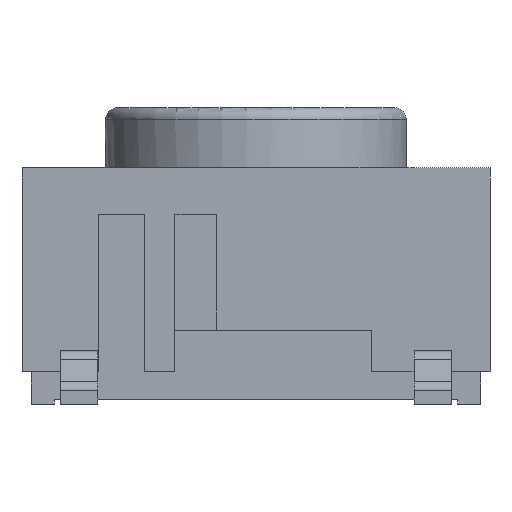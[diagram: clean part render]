
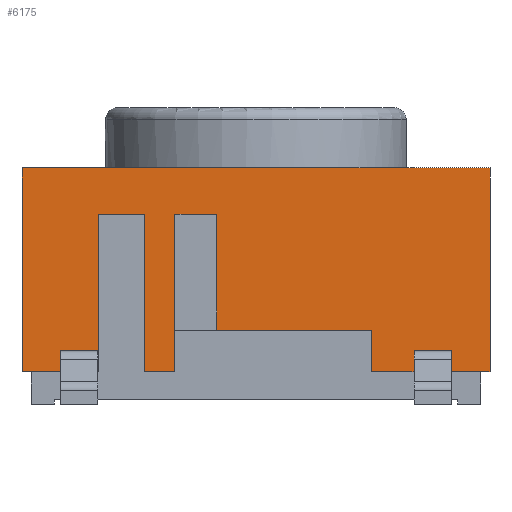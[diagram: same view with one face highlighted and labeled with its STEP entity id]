
A CAD part, front view. The second image highlights one B-rep face of the part: STEP entity #6175.
In plain terms, the highlighted planar face has unit normal (0, -1, 0).
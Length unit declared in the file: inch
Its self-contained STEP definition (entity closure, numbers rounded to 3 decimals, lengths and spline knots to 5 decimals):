
#2447=CARTESIAN_POINT('',(-0.09449,-0.19882,0.13386));
#2448=VERTEX_POINT('',#2447);
#2457=CARTESIAN_POINT('',(-0.13386,-0.19882,0.13386));
#2458=VERTEX_POINT('',#2457);
#2459=CARTESIAN_POINT('',(-0.09449,-0.19882,0.13386));
#2460=DIRECTION('',(-1.0,0.0,0.0));
#2461=VECTOR('',#2460,0.03937);
#2462=LINE('',#2459,#2461);
#2463=EDGE_CURVE('',#2448,#2458,#2462,.T.);
#2489=CARTESIAN_POINT('',(-0.0689,-0.19882,0.13386));
#2490=VERTEX_POINT('',#2489);
#2505=CARTESIAN_POINT('',(-0.03347,-0.19882,0.13386));
#2506=VERTEX_POINT('',#2505);
#2513=CARTESIAN_POINT('',(-0.03347,-0.19882,0.13386));
#2514=DIRECTION('',(-1.0,0.0,0.0));
#2515=VECTOR('',#2514,0.03543);
#2516=LINE('',#2513,#2515);
#2517=EDGE_CURVE('',#2506,#2490,#2516,.T.);
#2887=CARTESIAN_POINT('',(0.19882,-0.19882,0.17323));
#2888=VERTEX_POINT('',#2887);
#2903=CARTESIAN_POINT('',(-0.19882,-0.19882,0.17323));
#2904=VERTEX_POINT('',#2903);
#2911=CARTESIAN_POINT('',(0.19882,-0.19882,0.17323));
#2912=DIRECTION('',(-1.0,0.0,0.0));
#2913=VECTOR('',#2912,0.39764);
#2914=LINE('',#2911,#2913);
#2915=EDGE_CURVE('',#2888,#2904,#2914,.T.);
#3700=CARTESIAN_POINT('',(-0.13425,-0.19882,0.));
#3701=VERTEX_POINT('',#3700);
#3708=CARTESIAN_POINT('',(-0.13425,-0.19882,0.01772));
#3709=VERTEX_POINT('',#3708);
#3710=CARTESIAN_POINT('',(-0.13425,-0.19882,0.01772));
#3711=DIRECTION('',(0.0,0.0,-1.0));
#3712=VECTOR('',#3711,0.01772);
#3713=LINE('',#3710,#3712);
#3714=EDGE_CURVE('',#3709,#3701,#3713,.T.);
#3808=CARTESIAN_POINT('',(0.13425,-0.19882,0.));
#3809=VERTEX_POINT('',#3808);
#3816=CARTESIAN_POINT('',(0.16575,-0.19882,0.));
#3817=VERTEX_POINT('',#3816);
#3880=CARTESIAN_POINT('',(0.13425,-0.19882,0.01772));
#3881=VERTEX_POINT('',#3880);
#3889=CARTESIAN_POINT('',(0.13425,-0.19882,0.));
#3890=DIRECTION('',(0.0,0.0,1.0));
#3891=VECTOR('',#3890,0.01772);
#3892=LINE('',#3889,#3891);
#3893=EDGE_CURVE('',#3809,#3881,#3892,.T.);
#3904=CARTESIAN_POINT('',(-0.16575,-0.19882,0.01772));
#3905=VERTEX_POINT('',#3904);
#3922=CARTESIAN_POINT('',(-0.16575,-0.19882,0.01772));
#3923=DIRECTION('',(1.0,0.0,0.0));
#3924=VECTOR('',#3923,0.0315);
#3925=LINE('',#3922,#3924);
#3926=EDGE_CURVE('',#3905,#3709,#3925,.T.);
#3969=CARTESIAN_POINT('',(0.16575,-0.19882,0.01772));
#3970=VERTEX_POINT('',#3969);
#3978=CARTESIAN_POINT('',(0.13425,-0.19882,0.01772));
#3979=DIRECTION('',(1.0,0.0,0.0));
#3980=VECTOR('',#3979,0.0315);
#3981=LINE('',#3978,#3980);
#3982=EDGE_CURVE('',#3881,#3970,#3981,.T.);
#4277=CARTESIAN_POINT('',(-0.16575,-0.19882,0.));
#4278=VERTEX_POINT('',#4277);
#4348=CARTESIAN_POINT('',(-0.16575,-0.19882,0.));
#4349=DIRECTION('',(0.0,0.0,1.0));
#4350=VECTOR('',#4349,0.01772);
#4351=LINE('',#4348,#4350);
#4352=EDGE_CURVE('',#4278,#3905,#4351,.T.);
#4469=CARTESIAN_POINT('',(0.16575,-0.19882,0.01772));
#4470=DIRECTION('',(0.0,0.0,-1.0));
#4471=VECTOR('',#4470,0.01772);
#4472=LINE('',#4469,#4471);
#4473=EDGE_CURVE('',#3970,#3817,#4472,.T.);
#5423=CARTESIAN_POINT('',(0.19882,-0.19882,0.0));
#5424=VERTEX_POINT('',#5423);
#5431=CARTESIAN_POINT('',(0.19882,-0.19882,0.0));
#5432=DIRECTION('',(-1.0,0.0,0.0));
#5433=VECTOR('',#5432,0.03307);
#5434=LINE('',#5431,#5433);
#5435=EDGE_CURVE('',#5424,#3817,#5434,.T.);
#5438=CARTESIAN_POINT('',(0.09842,-0.19882,0.0));
#5439=VERTEX_POINT('',#5438);
#5440=CARTESIAN_POINT('',(0.13425,-0.19882,0.0));
#5441=DIRECTION('',(-1.0,0.0,0.0));
#5442=VECTOR('',#5441,0.03583);
#5443=LINE('',#5440,#5442);
#5444=EDGE_CURVE('',#3809,#5439,#5443,.T.);
#5470=CARTESIAN_POINT('',(-0.0689,-0.19882,0.0));
#5471=VERTEX_POINT('',#5470);
#5478=CARTESIAN_POINT('',(-0.09449,-0.19882,0.0));
#5479=VERTEX_POINT('',#5478);
#5480=CARTESIAN_POINT('',(-0.0689,-0.19882,0.0));
#5481=DIRECTION('',(-1.0,0.0,0.0));
#5482=VECTOR('',#5481,0.02559);
#5483=LINE('',#5480,#5482);
#5484=EDGE_CURVE('',#5471,#5479,#5483,.T.);
#5621=CARTESIAN_POINT('',(0.09842,-0.19882,0.03543));
#5622=VERTEX_POINT('',#5621);
#5636=CARTESIAN_POINT('',(0.09842,-0.19882,0.03543));
#5637=DIRECTION('',(0.0,0.0,-1.0));
#5638=VECTOR('',#5637,0.03543);
#5639=LINE('',#5636,#5638);
#5640=EDGE_CURVE('',#5622,#5439,#5639,.T.);
#5652=CARTESIAN_POINT('',(-0.03347,-0.19882,0.03543));
#5653=VERTEX_POINT('',#5652);
#5683=CARTESIAN_POINT('',(-0.03347,-0.19882,0.03543));
#5684=DIRECTION('',(1.0,0.0,0.0));
#5685=VECTOR('',#5684,0.13189);
#5686=LINE('',#5683,#5685);
#5687=EDGE_CURVE('',#5653,#5622,#5686,.T.);
#5705=CARTESIAN_POINT('',(-0.13386,-0.19882,0.0));
#5706=VERTEX_POINT('',#5705);
#5713=CARTESIAN_POINT('',(-0.13386,-0.19882,0.0));
#5714=DIRECTION('',(-1.0,0.0,0.0));
#5715=VECTOR('',#5714,0.00039);
#5716=LINE('',#5713,#5715);
#5717=EDGE_CURVE('',#5706,#3701,#5716,.T.);
#5720=CARTESIAN_POINT('',(-0.19882,-0.19882,0.0));
#5721=VERTEX_POINT('',#5720);
#5722=CARTESIAN_POINT('',(-0.16575,-0.19882,0.0));
#5723=DIRECTION('',(-1.0,0.0,0.0));
#5724=VECTOR('',#5723,0.03307);
#5725=LINE('',#5722,#5724);
#5726=EDGE_CURVE('',#4278,#5721,#5725,.T.);
#5839=CARTESIAN_POINT('',(-0.0689,-0.19882,0.0));
#5840=DIRECTION('',(0.0,0.0,1.0));
#5841=VECTOR('',#5840,0.13386);
#5842=LINE('',#5839,#5841);
#5843=EDGE_CURVE('',#5471,#2490,#5842,.T.);
#6077=CARTESIAN_POINT('',(0.19882,-0.19882,0.0));
#6078=DIRECTION('',(0.0,0.0,1.0));
#6079=VECTOR('',#6078,0.17323);
#6080=LINE('',#6077,#6079);
#6081=EDGE_CURVE('',#5424,#2888,#6080,.T.);
#6103=CARTESIAN_POINT('',(-0.03347,-0.19882,0.03543));
#6104=DIRECTION('',(0.0,0.0,1.0));
#6105=VECTOR('',#6104,0.09843);
#6106=LINE('',#6103,#6105);
#6107=EDGE_CURVE('',#5653,#2506,#6106,.T.);
#6131=CARTESIAN_POINT('',(-0.2187,-0.19882,0.18189));
#6132=DIRECTION('',(0.0,-1.0,0.0));
#6133=DIRECTION('',(0.0,0.0,-1.0));
#6134=AXIS2_PLACEMENT_3D('',#6131,#6132,#6133);
#6135=PLANE('',#6134);
#6136=CARTESIAN_POINT('',(-0.09449,-0.19882,0.0));
#6137=DIRECTION('',(0.0,0.0,1.0));
#6138=VECTOR('',#6137,0.13386);
#6139=LINE('',#6136,#6138);
#6140=EDGE_CURVE('',#5479,#2448,#6139,.T.);
#6141=ORIENTED_EDGE('',*,*,#6140,.F.);
#6142=ORIENTED_EDGE('',*,*,#5484,.F.);
#6143=ORIENTED_EDGE('',*,*,#5843,.T.);
#6144=ORIENTED_EDGE('',*,*,#2517,.F.);
#6145=ORIENTED_EDGE('',*,*,#6107,.F.);
#6146=ORIENTED_EDGE('',*,*,#5687,.T.);
#6147=ORIENTED_EDGE('',*,*,#5640,.T.);
#6148=ORIENTED_EDGE('',*,*,#5444,.F.);
#6149=ORIENTED_EDGE('',*,*,#3893,.T.);
#6150=ORIENTED_EDGE('',*,*,#3982,.T.);
#6151=ORIENTED_EDGE('',*,*,#4473,.T.);
#6152=ORIENTED_EDGE('',*,*,#5435,.F.);
#6153=ORIENTED_EDGE('',*,*,#6081,.T.);
#6154=ORIENTED_EDGE('',*,*,#2915,.T.);
#6155=CARTESIAN_POINT('',(-0.19882,-0.19882,0.0));
#6156=DIRECTION('',(0.0,0.0,1.0));
#6157=VECTOR('',#6156,0.17323);
#6158=LINE('',#6155,#6157);
#6159=EDGE_CURVE('',#5721,#2904,#6158,.T.);
#6160=ORIENTED_EDGE('',*,*,#6159,.F.);
#6161=ORIENTED_EDGE('',*,*,#5726,.F.);
#6162=ORIENTED_EDGE('',*,*,#4352,.T.);
#6163=ORIENTED_EDGE('',*,*,#3926,.T.);
#6164=ORIENTED_EDGE('',*,*,#3714,.T.);
#6165=ORIENTED_EDGE('',*,*,#5717,.F.);
#6166=CARTESIAN_POINT('',(-0.13386,-0.19882,0.0));
#6167=DIRECTION('',(0.0,0.0,1.0));
#6168=VECTOR('',#6167,0.13386);
#6169=LINE('',#6166,#6168);
#6170=EDGE_CURVE('',#5706,#2458,#6169,.T.);
#6171=ORIENTED_EDGE('',*,*,#6170,.T.);
#6172=ORIENTED_EDGE('',*,*,#2463,.F.);
#6173=EDGE_LOOP('',(#6141,#6142,#6143,#6144,#6145,#6146,#6147,#6148,#6149,#6150,#6151,#6152,#6153,#6154,#6160,#6161,#6162,#6163,#6164,#6165,#6171,#6172));
#6174=FACE_OUTER_BOUND('',#6173,.T.);
#6175=ADVANCED_FACE('',(#6174),#6135,.T.);
